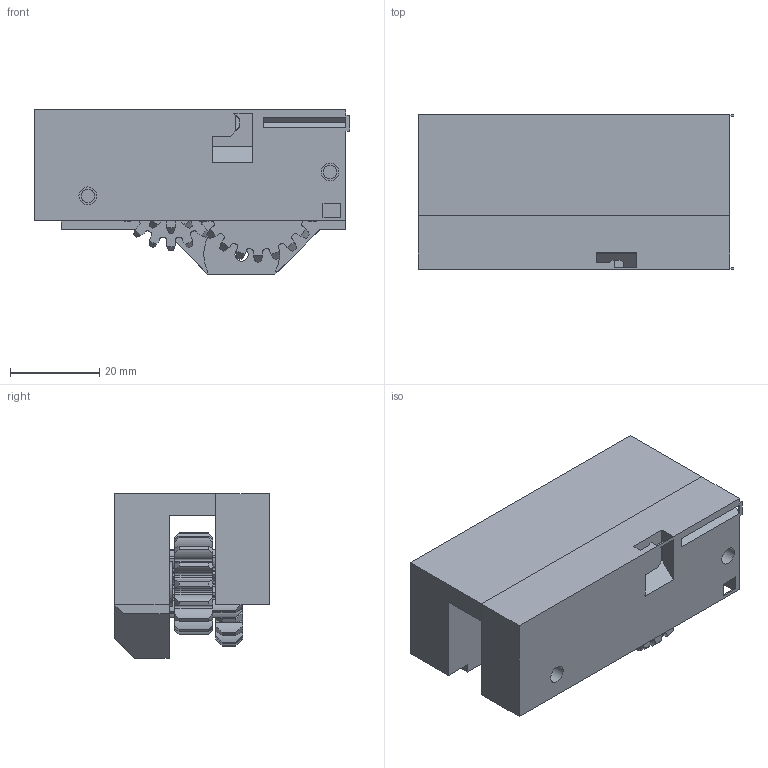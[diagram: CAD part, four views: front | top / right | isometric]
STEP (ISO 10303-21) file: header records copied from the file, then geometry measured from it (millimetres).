
FILE_DESCRIPTION(/* description */ (''),/* implementation_level */ '2;1');
FILE_NAME(/* name */ 'FDL-3 Tail Semi-5mm dowel.step',/* time_stamp */ '2021-12-11T16:51:36+01:00',/* author */ (''),/* organization */ (''),/* preprocessor_version */ 'ST-DEVELOPER v18.1',/* originating_system */ 'Autodesk Translation Framework v10.10.0.1391',/* authorisation */ '');
FILE_SCHEMA (('AUTOMOTIVE_DESIGN { 1 0 10303 214 3 1 1 }'));
Length unit declared in the file: millimetre
Products named in the file (2): (Unsaved); Tail Semi
Assembly tree (1 placements, depth 2):
  (Unsaved)
    Tail Semi
Bounding box: 70.8 x 34.7 x 37 mm (x, y, z)
Volume: 50353.5 mm3; surface area: 21101.3 mm2
Topology: 4 solids, 4 shells, 523 faces, 1523 edges, 1013 vertices
Faces by surface type: cylinder 354, cone 94, plane 75
Full cylindrical faces by diameter (mm): 3 x3, 3.4 x4, 3.8 x2, 4 x2, 10 x1
Entity records: 18437 total; most frequent: CARTESIAN_POINT 3982, DIRECTION 3195, ORIENTED_EDGE 3046, EDGE_CURVE 1523, AXIS2_PLACEMENT_3D 1330, VERTEX_POINT 1013, CIRCLE 801, EDGE_LOOP 546
